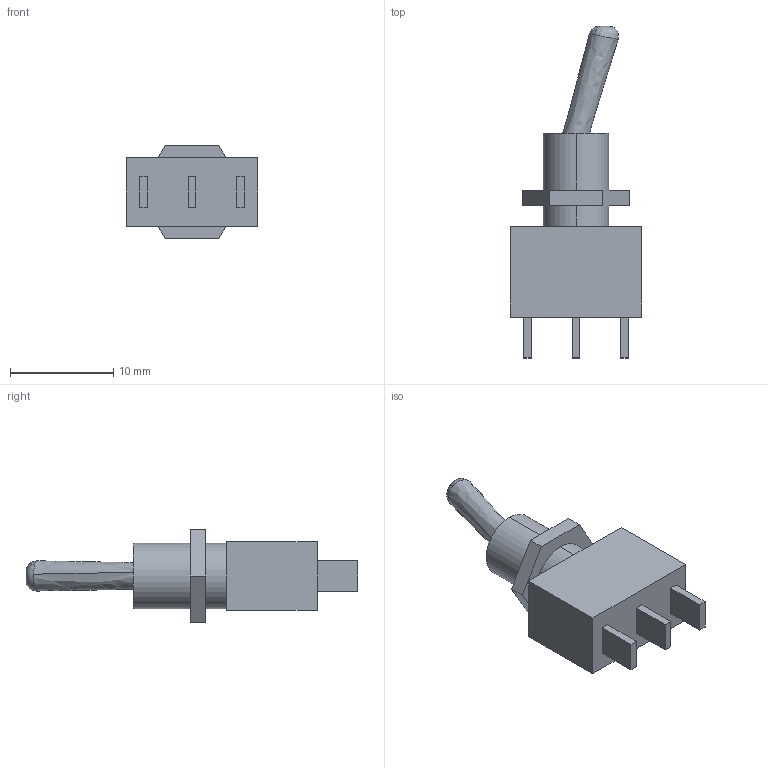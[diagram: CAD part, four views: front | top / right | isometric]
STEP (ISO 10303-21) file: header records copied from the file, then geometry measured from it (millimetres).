
FILE_DESCRIPTION (( 'STEP AP214' ), '1' );
FILE_NAME ('HEL-06-03002-00.step', '2023-07-26T13:50:14', ( '' ), ( '' ), 'SwSTEP 2.0', 'SolidWorks 2021', '' );
FILE_SCHEMA (( 'AUTOMOTIVE_DESIGN' ));
Length unit declared in the file: millimetre
Products named in the file (1): HEL-06-03002-00
Bounding box: 12.7 x 32.15 x 9 mm (x, y, z)
Volume: 1168.9 mm3; surface area: 959.3 mm2
Topology: 1 solids, 1 shells, 39 faces, 90 edges, 60 vertices
Faces by surface type: plane 31, cylinder 4, bspline 4
Entity records: 1732 total; most frequent: CARTESIAN_POINT 762, ORIENTED_EDGE 180, DIRECTION 162, EDGE_CURVE 90, VECTOR 70, LINE 70, VERTEX_POINT 60, EDGE_LOOP 46
